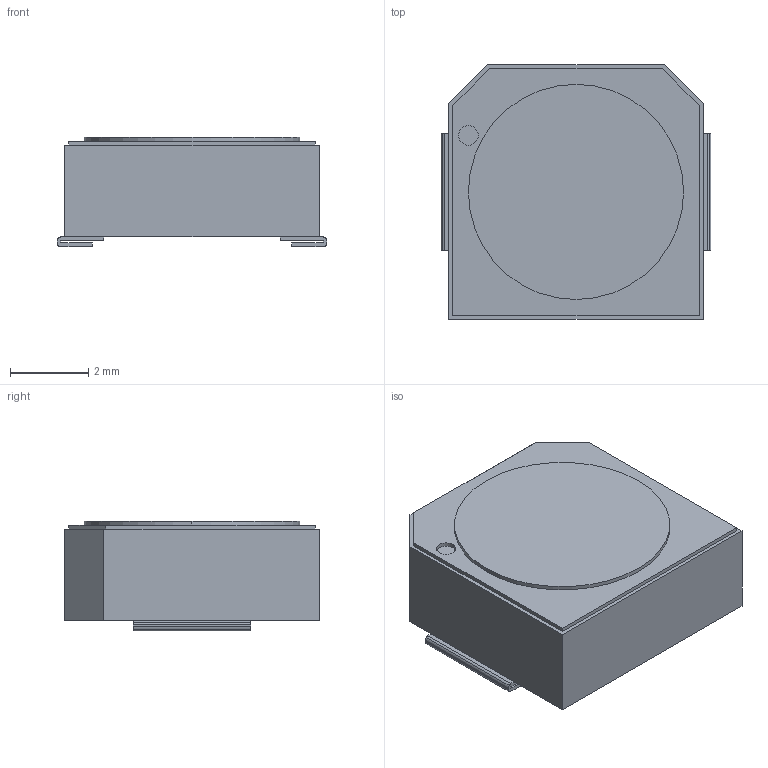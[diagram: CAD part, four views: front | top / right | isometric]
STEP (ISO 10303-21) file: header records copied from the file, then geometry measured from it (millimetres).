
FILE_DESCRIPTION((''),'2;1');
FILE_NAME('IND_PANASONIC_ELL6RH.stp','2009-07-09T08:05:48',(''),(''),'Mechanical Desktop 2006','Mechanical Desktop 2006',', , ');
FILE_SCHEMA(('AUTOMOTIVE_DESIGN { 1 2 10303 214 0 1 1 1 }'));
Length unit declared in the file: millimetre
Products named in the file (1): Product
Bounding box: 6.9 x 6.5 x 2.8 mm (x, y, z)
Volume: 104.4 mm3; surface area: 297.2 mm2
Topology: 5 solids, 5 shells, 50 faces, 120 edges, 80 vertices
Faces by surface type: plane 28, bspline 14, cylinder 8
Entity records: 1552 total; most frequent: CARTESIAN_POINT 349, ORIENTED_EDGE 240, DIRECTION 218, EDGE_CURVE 120, VECTOR 96, LINE 96, VERTEX_POINT 80, AXIS2_PLACEMENT_3D 61
